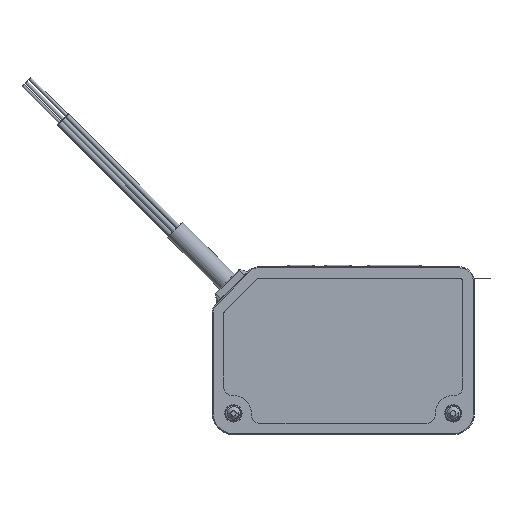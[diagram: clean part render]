
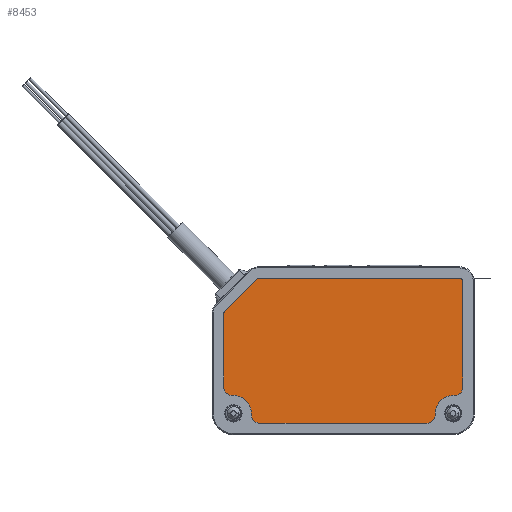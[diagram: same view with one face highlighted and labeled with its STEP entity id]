
A CAD part, front view. The second image highlights one B-rep face of the part: STEP entity #8453.
In plain terms, the highlighted planar face has unit normal (0, -1, 0).
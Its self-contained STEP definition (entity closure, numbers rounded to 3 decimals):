
#2420=DIRECTION('',(1.,0.,0.));
#2421=VECTOR('',#2420,31.833);
#2422=CARTESIAN_POINT('',(-61.353,0.25,
-65.957));
#2423=LINE('',#2422,#2421);
#2440=DIRECTION('',(0.,0.,-1.));
#2441=VECTOR('',#2440,13.983);
#2442=CARTESIAN_POINT('',(-68.246,0.25,
-45.081));
#2443=LINE('',#2442,#2441);
#2460=DIRECTION('',(-1.,0.,0.));
#2461=VECTOR('',#2460,38.276);
#2462=CARTESIAN_POINT('',(-23.226,0.25,
-38.337));
#2463=LINE('',#2462,#2461);
#2472=DIRECTION('',(0.,0.,1.));
#2473=VECTOR('',#2472,20.127);
#2474=CARTESIAN_POINT('',(-22.626,0.25,
-59.063));
#2475=LINE('',#2474,#2473);
#2488=CARTESIAN_POINT('',(-29.52,0.25,
-64.357));
#2489=DIRECTION('',(0.,1.,0.));
#2490=DIRECTION('',(0.999,0.,0.052));
#2491=AXIS2_PLACEMENT_3D('',#2488,#2489,#2490);
#2493=CARTESIAN_POINT('',(-61.353,0.25,
-64.357));
#2494=DIRECTION('',(0.,1.,0.));
#2495=DIRECTION('',(0.001,0.,-1.));
#2496=AXIS2_PLACEMENT_3D('',#2493,#2494,#2495);
#2498=CARTESIAN_POINT('',(-66.386,0.25,
-64.097));
#2499=DIRECTION('',(0.,-1.,0.));
#2500=DIRECTION('',(0.999,0.,-0.052));
#2501=AXIS2_PLACEMENT_3D('',#2498,#2499,#2500);
#2503=CARTESIAN_POINT('',(-66.386,0.25,
-64.097));
#2504=DIRECTION('',(0.,-1.,0.));
#2505=DIRECTION('',(1.,0.,0.));
#2506=AXIS2_PLACEMENT_3D('',#2503,#2504,#2505);
#2508=CARTESIAN_POINT('',(-66.646,0.25,
-59.063));
#2509=DIRECTION('',(0.,1.,0.));
#2510=DIRECTION('',(0.052,0.,-0.999));
#2511=AXIS2_PLACEMENT_3D('',#2508,#2509,#2510);
#2513=CARTESIAN_POINT('',(-67.646,0.25,
-45.081));
#2514=DIRECTION('',(0.,1.,0.));
#2515=DIRECTION('',(-1.,0.,0.));
#2516=AXIS2_PLACEMENT_3D('',#2513,#2514,#2515);
#2518=DIRECTION('',(0.707,0.,0.707));
#2519=VECTOR('',#2518,8.689);
#2520=CARTESIAN_POINT('',(-68.071,0.25,
-44.656));
#2521=LINE('',#2520,#2519);
#2522=CARTESIAN_POINT('',(-61.503,0.25,
-38.937));
#2523=DIRECTION('',(0.,1.,0.));
#2524=DIRECTION('',(-0.707,0.,0.707));
#2525=AXIS2_PLACEMENT_3D('',#2522,#2523,#2524);
#2527=CARTESIAN_POINT('',(-23.226,0.25,
-38.937));
#2528=DIRECTION('',(0.,1.,0.));
#2529=DIRECTION('',(0.,0.,1.));
#2530=AXIS2_PLACEMENT_3D('',#2527,#2528,#2529);
#2532=CARTESIAN_POINT('',(-24.226,0.25,
-59.063));
#2533=DIRECTION('',(0.,1.,0.));
#2534=DIRECTION('',(1.,0.,0.));
#2535=AXIS2_PLACEMENT_3D('',#2532,#2533,#2534);
#2537=CARTESIAN_POINT('',(-24.486,0.25,
-64.097));
#2538=DIRECTION('',(0.,-1.,0.));
#2539=DIRECTION('',(0.051,0.,0.999));
#2540=AXIS2_PLACEMENT_3D('',#2537,#2538,#2539);
#2542=CARTESIAN_POINT('',(-24.486,0.25,
-64.097));
#2543=DIRECTION('',(0.,-1.,0.));
#2544=DIRECTION('',(-1.,0.,0.));
#2545=AXIS2_PLACEMENT_3D('',#2542,#2543,#2544);
#4605=CARTESIAN_POINT('',(-29.519,0.25,
-65.957));
#4606=VERTEX_POINT('',#4605);
#4607=CARTESIAN_POINT('',(-27.922,0.25,
-64.274));
#4608=VERTEX_POINT('',#4607);
#4609=CARTESIAN_POINT('',(-61.353,0.25,
-65.957));
#4610=VERTEX_POINT('',#4609);
#4611=CARTESIAN_POINT('',(-62.951,0.25,
-64.274));
#4612=VERTEX_POINT('',#4611);
#4613=CARTESIAN_POINT('',(-66.563,0.25,
-60.661));
#4614=VERTEX_POINT('',#4613);
#4615=CARTESIAN_POINT('',(-62.946,0.25,
-64.097));
#4616=VERTEX_POINT('',#4615);
#4617=CARTESIAN_POINT('',(-68.246,0.25,
-59.063));
#4618=VERTEX_POINT('',#4617);
#4619=CARTESIAN_POINT('',(-68.246,0.25,
-45.081));
#4620=VERTEX_POINT('',#4619);
#4621=CARTESIAN_POINT('',(-68.071,0.25,
-44.656));
#4622=VERTEX_POINT('',#4621);
#4623=CARTESIAN_POINT('',(-61.927,0.25,
-38.512));
#4624=VERTEX_POINT('',#4623);
#4625=CARTESIAN_POINT('',(-61.503,0.25,
-38.337));
#4626=VERTEX_POINT('',#4625);
#4627=CARTESIAN_POINT('',(-23.226,0.25,
-38.337));
#4628=VERTEX_POINT('',#4627);
#4629=CARTESIAN_POINT('',(-22.626,0.25,
-38.937));
#4630=VERTEX_POINT('',#4629);
#4631=CARTESIAN_POINT('',(-22.626,0.25,
-59.063));
#4632=VERTEX_POINT('',#4631);
#4633=CARTESIAN_POINT('',(-24.309,0.25,
-60.661));
#4634=VERTEX_POINT('',#4633);
#4635=CARTESIAN_POINT('',(-27.926,0.25,
-64.097));
#4636=VERTEX_POINT('',#4635);
#8430=CARTESIAN_POINT('',(-46.967,0.25,
-42.865));
#8431=DIRECTION('',(0.,-1.,0.));
#8432=DIRECTION('',(1.,0.,0.));
#8433=AXIS2_PLACEMENT_3D('',#8430,#8431,#8432);
#8434=PLANE('',#8433);
#8435=ORIENTED_EDGE('',*,*,#8236,.T.);
#8436=ORIENTED_EDGE('',*,*,#8251,.F.);
#8437=ORIENTED_EDGE('',*,*,#8265,.T.);
#8438=ORIENTED_EDGE('',*,*,#8282,.T.);
#8439=ORIENTED_EDGE('',*,*,#8280,.T.);
#8440=ORIENTED_EDGE('',*,*,#8296,.T.);
#8441=ORIENTED_EDGE('',*,*,#8310,.F.);
#8442=ORIENTED_EDGE('',*,*,#8324,.T.);
#8443=ORIENTED_EDGE('',*,*,#8338,.T.);
#8444=ORIENTED_EDGE('',*,*,#8352,.T.);
#8445=ORIENTED_EDGE('',*,*,#8366,.F.);
#8446=ORIENTED_EDGE('',*,*,#8380,.T.);
#8447=ORIENTED_EDGE('',*,*,#8394,.F.);
#8448=ORIENTED_EDGE('',*,*,#8408,.T.);
#8449=ORIENTED_EDGE('',*,*,#8424,.T.);
#8450=ORIENTED_EDGE('',*,*,#8422,.T.);
#8451=EDGE_LOOP('',(#8435,#8436,#8437,#8438,#8439,#8440,#8441,#8442,#8443,#8444,
#8445,#8446,#8447,#8448,#8449,#8450));
#8452=FACE_OUTER_BOUND('',#8451,.F.);
#8453=ADVANCED_FACE('',(#8452),#8434,.T.);
#2492=CIRCLE('',#2491,1.6);
#2497=CIRCLE('',#2496,1.6);
#2502=CIRCLE('',#2501,3.44);
#2507=CIRCLE('',#2506,3.44);
#2512=CIRCLE('',#2511,1.6);
#2517=CIRCLE('',#2516,0.6);
#2526=CIRCLE('',#2525,0.6);
#2531=CIRCLE('',#2530,0.6);
#2536=CIRCLE('',#2535,1.6);
#2541=CIRCLE('',#2540,3.44);
#2546=CIRCLE('',#2545,3.44);
#8236=EDGE_CURVE('',#4608,#4606,#2492,.T.);
#8251=EDGE_CURVE('',#4610,#4606,#2423,.T.);
#8265=EDGE_CURVE('',#4610,#4612,#2497,.T.);
#8280=EDGE_CURVE('',#4616,#4614,#2507,.T.);
#8282=EDGE_CURVE('',#4612,#4616,#2502,.T.);
#8296=EDGE_CURVE('',#4614,#4618,#2512,.T.);
#8310=EDGE_CURVE('',#4620,#4618,#2443,.T.);
#8324=EDGE_CURVE('',#4620,#4622,#2517,.T.);
#8338=EDGE_CURVE('',#4622,#4624,#2521,.T.);
#8352=EDGE_CURVE('',#4624,#4626,#2526,.T.);
#8366=EDGE_CURVE('',#4628,#4626,#2463,.T.);
#8380=EDGE_CURVE('',#4628,#4630,#2531,.T.);
#8394=EDGE_CURVE('',#4632,#4630,#2475,.T.);
#8408=EDGE_CURVE('',#4632,#4634,#2536,.T.);
#8422=EDGE_CURVE('',#4636,#4608,#2546,.T.);
#8424=EDGE_CURVE('',#4634,#4636,#2541,.T.);
